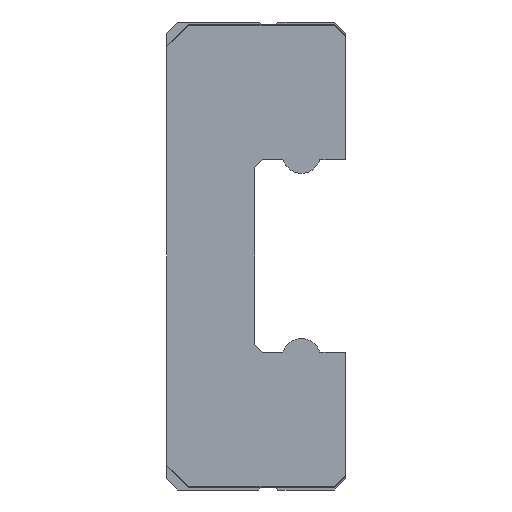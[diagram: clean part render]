
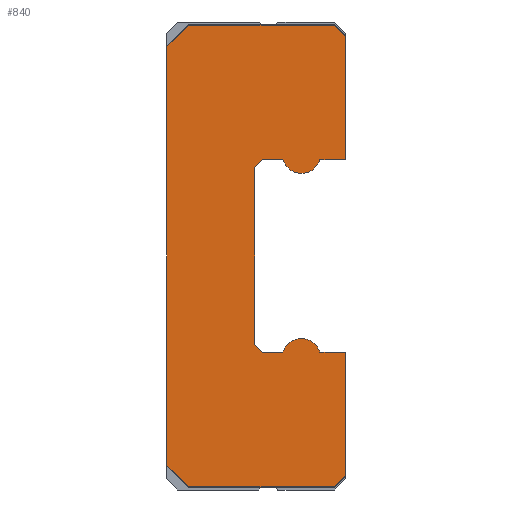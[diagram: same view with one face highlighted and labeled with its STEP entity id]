
A CAD part, left-side view. The second image highlights one B-rep face of the part: STEP entity #840.
In plain terms, the highlighted planar face has unit normal (-1, 0, 0).
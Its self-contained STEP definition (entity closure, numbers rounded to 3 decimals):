
#188 = VERTEX_POINT ( 'NONE', #1157 ) ;
#202 = EDGE_CURVE ( 'NONE', #546, #188, #1192, .T. ) ;
#209 = EDGE_CURVE ( 'NONE', #188, #254, #1210, .T. ) ;
#217 = EDGE_CURVE ( 'NONE', #218, #448, #1227, .T. ) ;
#218 = VERTEX_POINT ( 'NONE', #1147 ) ;
#253 = EDGE_CURVE ( 'NONE', #254, #787, #1464, .T. ) ;
#254 = VERTEX_POINT ( 'NONE', #1460 ) ;
#306 = EDGE_CURVE ( 'NONE', #547, #218, #1289, .T. ) ;
#447 = EDGE_CURVE ( 'NONE', #448, #546, #1553, .T. ) ;
#448 = VERTEX_POINT ( 'NONE', #1683 ) ;
#546 = VERTEX_POINT ( 'NONE', #1805 ) ;
#547 = VERTEX_POINT ( 'NONE', #1843 ) ;
#572 = VERTEX_POINT ( 'NONE', #1860 ) ;
#627 = VERTEX_POINT ( 'NONE', #1914 ) ;
#655 = EDGE_CURVE ( 'NONE', #572, #627, #1955, .T. ) ;
#666 = VERTEX_POINT ( 'NONE', #1969 ) ;
#681 = EDGE_CURVE ( 'NONE', #694, #682, #1976, .T. ) ;
#682 = VERTEX_POINT ( 'NONE', #1991 ) ;
#693 = EDGE_CURVE ( 'NONE', #1021, #694, #1984, .T. ) ;
#694 = VERTEX_POINT ( 'NONE', #2014 ) ;
#733 = ORIENTED_EDGE ( 'NONE', *, *, #804, .F. ) ;
#739 = ORIENTED_EDGE ( 'NONE', *, *, #813, .F. ) ;
#740 = ORIENTED_EDGE ( 'NONE', *, *, #915, .F. ) ;
#742 = EDGE_CURVE ( 'NONE', #743, #921, #2103, .T. ) ;
#743 = VERTEX_POINT ( 'NONE', #2126 ) ;
#747 = ORIENTED_EDGE ( 'NONE', *, *, #825, .T. ) ;
#748 = ORIENTED_EDGE ( 'NONE', *, *, #681, .F. ) ;
#749 = ORIENTED_EDGE ( 'NONE', *, *, #693, .F. ) ;
#750 = ORIENTED_EDGE ( 'NONE', *, *, #1020, .F. ) ;
#752 = VERTEX_POINT ( 'NONE', #2125 ) ;
#772 = EDGE_CURVE ( 'NONE', #627, #666, #2160, .T. ) ;
#774 = ORIENTED_EDGE ( 'NONE', *, *, #924, .F. ) ;
#786 = ORIENTED_EDGE ( 'NONE', *, *, #217, .T. ) ;
#787 = VERTEX_POINT ( 'NONE', #2187 ) ;
#788 = EDGE_CURVE ( 'NONE', #849, #572, #2186, .T. ) ;
#789 = ORIENTED_EDGE ( 'NONE', *, *, #253, .T. ) ;
#790 = ORIENTED_EDGE ( 'NONE', *, *, #202, .T. ) ;
#791 = ORIENTED_EDGE ( 'NONE', *, *, #209, .T. ) ;
#793 = ORIENTED_EDGE ( 'NONE', *, *, #447, .T. ) ;
#795 = EDGE_CURVE ( 'NONE', #666, #547, #2197, .T. ) ;
#804 = EDGE_CURVE ( 'NONE', #849, #752, #2242, .T. ) ;
#805 = ORIENTED_EDGE ( 'NONE', *, *, #788, .T. ) ;
#811 = ORIENTED_EDGE ( 'NONE', *, *, #742, .F. ) ;
#813 = EDGE_CURVE ( 'NONE', #752, #743, #2207, .T. ) ;
#824 = EDGE_LOOP ( 'NONE', ( #829, #830, #853, #845, #786, #793, #790, #791, #789, #747, #748, #749, #750, #740, #774, #811, #739, #733, #805 ) ) ;
#825 = EDGE_CURVE ( 'NONE', #787, #682, #2239, .T. ) ;
#829 = ORIENTED_EDGE ( 'NONE', *, *, #655, .T. ) ;
#830 = ORIENTED_EDGE ( 'NONE', *, *, #772, .T. ) ;
#840 = ADVANCED_FACE ( 'NONE', ( #2217 ), #2216, .T. ) ;
#845 = ORIENTED_EDGE ( 'NONE', *, *, #306, .T. ) ;
#849 = VERTEX_POINT ( 'NONE', #2286 ) ;
#853 = ORIENTED_EDGE ( 'NONE', *, *, #795, .T. ) ;
#915 = EDGE_CURVE ( 'NONE', #938, #922, #2657, .T. ) ;
#921 = VERTEX_POINT ( 'NONE', #2653 ) ;
#922 = VERTEX_POINT ( 'NONE', #2658 ) ;
#924 = EDGE_CURVE ( 'NONE', #921, #938, #2665, .T. ) ;
#938 = VERTEX_POINT ( 'NONE', #2485 ) ;
#1020 = EDGE_CURVE ( 'NONE', #922, #1021, #2519, .T. ) ;
#1021 = VERTEX_POINT ( 'NONE', #2590 ) ;
#1147 = CARTESIAN_POINT ( 'NONE',  ( -11.25, 0., -3.5 ) ) ;
#1149 = DIRECTION ( 'NONE',  ( 0., 1., 0. ) ) ;
#1150 = VECTOR ( 'NONE', #1149, 1000. ) ;
#1151 = CARTESIAN_POINT ( 'NONE',  ( -11.25, 2.271, -3.5 ) ) ;
#1152 = DIRECTION ( 'NONE',  ( 0., 1., 0. ) ) ;
#1153 = VECTOR ( 'NONE', #1152, 1000. ) ;
#1154 = CARTESIAN_POINT ( 'NONE',  ( -11.25, 0., -3.5 ) ) ;
#1157 = CARTESIAN_POINT ( 'NONE',  ( -11.25, 2.271, -3.5 ) ) ;
#1175 = DIRECTION ( 'NONE',  ( 0., 0., 1. ) ) ;
#1176 = DIRECTION ( 'NONE',  ( -1., 0., 0. ) ) ;
#1190 = CARTESIAN_POINT ( 'NONE',  ( -11.25, 1.6, -3.7 ) ) ;
#1191 = AXIS2_PLACEMENT_3D ( 'NONE', #1190, #1176, #1175 ) ;
#1192 = CIRCLE ( 'NONE', #1191, 0.7 ) ;
#1210 = LINE ( 'NONE', #1151, #1150 ) ;
#1227 = LINE ( 'NONE', #1154, #1153 ) ;
#1289 = LINE ( 'NONE', #1295, #1294 ) ;
#1293 = DIRECTION ( 'NONE',  ( 0., 0., 1. ) ) ;
#1294 = VECTOR ( 'NONE', #1293, 1000. ) ;
#1295 = CARTESIAN_POINT ( 'NONE',  ( -11.25, 0., -7.986 ) ) ;
#1460 = CARTESIAN_POINT ( 'NONE',  ( -11.25, 3., -3.5 ) ) ;
#1461 = DIRECTION ( 'NONE',  ( 0., 0.707, 0.707 ) ) ;
#1462 = VECTOR ( 'NONE', #1461, 1000. ) ;
#1463 = CARTESIAN_POINT ( 'NONE',  ( -11.25, 3., -3.5 ) ) ;
#1464 = LINE ( 'NONE', #1463, #1462 ) ;
#1549 = DIRECTION ( 'NONE',  ( 0., 0., 1. ) ) ;
#1550 = DIRECTION ( 'NONE',  ( -1., 0., 0. ) ) ;
#1551 = CARTESIAN_POINT ( 'NONE',  ( -11.25, 1.6, -3.7 ) ) ;
#1552 = AXIS2_PLACEMENT_3D ( 'NONE', #1551, #1550, #1549 ) ;
#1553 = CIRCLE ( 'NONE', #1552, 0.7 ) ;
#1683 = CARTESIAN_POINT ( 'NONE',  ( -11.25, 0.929, -3.5 ) ) ;
#1805 = CARTESIAN_POINT ( 'NONE',  ( -11.25, 1.6, -3. ) ) ;
#1843 = CARTESIAN_POINT ( 'NONE',  ( -11.25, 0., -7.986 ) ) ;
#1860 = CARTESIAN_POINT ( 'NONE',  ( -11.25, 6.49, -7.596 ) ) ;
#1914 = CARTESIAN_POINT ( 'NONE',  ( -11.25, 5.696, -8.39 ) ) ;
#1945 = DIRECTION ( 'NONE',  ( 0., -0.707, -0.707 ) ) ;
#1946 = VECTOR ( 'NONE', #1945, 1000. ) ;
#1954 = CARTESIAN_POINT ( 'NONE',  ( -11.25, 6.49, -7.596 ) ) ;
#1955 = LINE ( 'NONE', #1954, #1946 ) ;
#1969 = CARTESIAN_POINT ( 'NONE',  ( -11.25, 0.404, -8.39 ) ) ;
#1974 = VECTOR ( 'NONE', #1992, 1000. ) ;
#1975 = CARTESIAN_POINT ( 'NONE',  ( -11.25, 3., 3.5 ) ) ;
#1976 = LINE ( 'NONE', #1975, #1974 ) ;
#1983 = CARTESIAN_POINT ( 'NONE',  ( -11.25, 2.271, 3.5 ) ) ;
#1984 = LINE ( 'NONE', #1983, #2016 ) ;
#1991 = CARTESIAN_POINT ( 'NONE',  ( -11.25, 3.3, 3.2 ) ) ;
#1992 = DIRECTION ( 'NONE',  ( 0., 0.707, -0.707 ) ) ;
#2014 = CARTESIAN_POINT ( 'NONE',  ( -11.25, 3., 3.5 ) ) ;
#2015 = DIRECTION ( 'NONE',  ( 0., 1., 0. ) ) ;
#2016 = VECTOR ( 'NONE', #2015, 1000. ) ;
#2101 = DIRECTION ( 'NONE',  ( 0., -0.707, -0.707 ) ) ;
#2102 = CARTESIAN_POINT ( 'NONE',  ( -11.25, 0.404, 8.39 ) ) ;
#2103 = LINE ( 'NONE', #2102, #2127 ) ;
#2125 = CARTESIAN_POINT ( 'NONE',  ( -11.25, 5.696, 8.39 ) ) ;
#2126 = CARTESIAN_POINT ( 'NONE',  ( -11.25, 0.404, 8.39 ) ) ;
#2127 = VECTOR ( 'NONE', #2101, 1000. ) ;
#2159 = CARTESIAN_POINT ( 'NONE',  ( -11.25, 5.696, -8.39 ) ) ;
#2160 = LINE ( 'NONE', #2159, #2163 ) ;
#2162 = DIRECTION ( 'NONE',  ( 0., -1., 0. ) ) ;
#2163 = VECTOR ( 'NONE', #2162, 1000. ) ;
#2182 = DIRECTION ( 'NONE',  ( 0., 0., -1. ) ) ;
#2183 = VECTOR ( 'NONE', #2182, 1000. ) ;
#2185 = CARTESIAN_POINT ( 'NONE',  ( -11.25, 6.49, 0. ) ) ;
#2186 = LINE ( 'NONE', #2185, #2183 ) ;
#2187 = CARTESIAN_POINT ( 'NONE',  ( -11.25, 3.3, -3.2 ) ) ;
#2194 = DIRECTION ( 'NONE',  ( 0., -0.707, 0.707 ) ) ;
#2195 = VECTOR ( 'NONE', #2194, 1000. ) ;
#2196 = CARTESIAN_POINT ( 'NONE',  ( -11.25, 0.404, -8.39 ) ) ;
#2197 = LINE ( 'NONE', #2196, #2195 ) ;
#2207 = LINE ( 'NONE', #2263, #2269 ) ;
#2208 = DIRECTION ( 'NONE',  ( 0., -0.707, 0.707 ) ) ;
#2214 = AXIS2_PLACEMENT_3D ( 'NONE', #2267, #2266, #2265 ) ;
#2216 = PLANE ( 'NONE',  #2214 ) ;
#2217 = FACE_OUTER_BOUND ( 'NONE', #824, .T. ) ;
#2236 = DIRECTION ( 'NONE',  ( 0., 0., 1. ) ) ;
#2237 = VECTOR ( 'NONE', #2236, 1000. ) ;
#2238 = CARTESIAN_POINT ( 'NONE',  ( -11.25, 3.3, -3.2 ) ) ;
#2239 = LINE ( 'NONE', #2238, #2237 ) ;
#2242 = LINE ( 'NONE', #2244, #2243 ) ;
#2243 = VECTOR ( 'NONE', #2208, 1000. ) ;
#2244 = CARTESIAN_POINT ( 'NONE',  ( -11.25, 6.49, 7.596 ) ) ;
#2263 = CARTESIAN_POINT ( 'NONE',  ( -11.25, 5.696, 8.39 ) ) ;
#2265 = DIRECTION ( 'NONE',  ( 0., 0., 1. ) ) ;
#2266 = DIRECTION ( 'NONE',  ( -1., 0., 0. ) ) ;
#2267 = CARTESIAN_POINT ( 'NONE',  ( -11.25, 1.6, -3.7 ) ) ;
#2268 = DIRECTION ( 'NONE',  ( 0., -1., 0. ) ) ;
#2269 = VECTOR ( 'NONE', #2268, 1000. ) ;
#2286 = CARTESIAN_POINT ( 'NONE',  ( -11.25, 6.49, 7.596 ) ) ;
#2485 = CARTESIAN_POINT ( 'NONE',  ( -11.25, 0., 3.5 ) ) ;
#2486 = CARTESIAN_POINT ( 'NONE',  ( -11.25, 1.6, 3.7 ) ) ;
#2519 = CIRCLE ( 'NONE', #2537, 0.7 ) ;
#2537 = AXIS2_PLACEMENT_3D ( 'NONE', #2486, #2550, #2549 ) ;
#2549 = DIRECTION ( 'NONE',  ( 0., 0., -1. ) ) ;
#2550 = DIRECTION ( 'NONE',  ( 1., 0., 0. ) ) ;
#2590 = CARTESIAN_POINT ( 'NONE',  ( -11.25, 2.271, 3.5 ) ) ;
#2653 = CARTESIAN_POINT ( 'NONE',  ( -11.25, 0., 7.986 ) ) ;
#2654 = DIRECTION ( 'NONE',  ( 0., 1., 0. ) ) ;
#2655 = VECTOR ( 'NONE', #2654, 1000. ) ;
#2656 = CARTESIAN_POINT ( 'NONE',  ( -11.25, 0., 3.5 ) ) ;
#2657 = LINE ( 'NONE', #2656, #2655 ) ;
#2658 = CARTESIAN_POINT ( 'NONE',  ( -11.25, 0.929, 3.5 ) ) ;
#2662 = DIRECTION ( 'NONE',  ( 0., 0., -1. ) ) ;
#2663 = VECTOR ( 'NONE', #2662, 1000. ) ;
#2664 = CARTESIAN_POINT ( 'NONE',  ( -11.25, 0., 7.986 ) ) ;
#2665 = LINE ( 'NONE', #2664, #2663 ) ;
